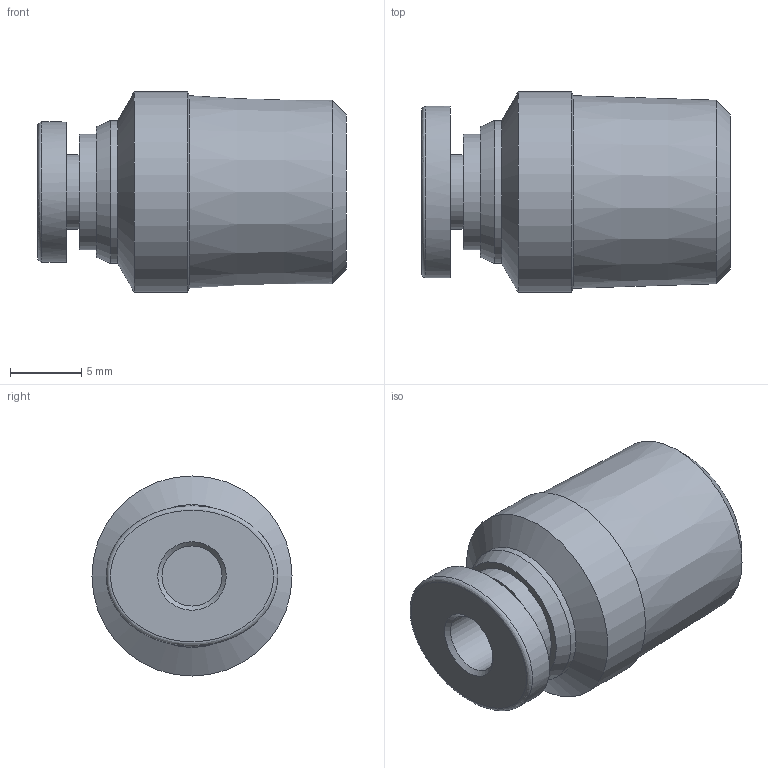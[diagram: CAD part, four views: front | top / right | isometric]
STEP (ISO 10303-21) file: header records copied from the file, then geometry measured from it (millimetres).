
FILE_DESCRIPTION((''),'2;1');
FILE_NAME('POC 5_32-N02U.stp','2016-10-17T14:22:36',('Administrator'),(''),'Autodesk Inventor 2013','Autodesk Inventor 2013','');
FILE_SCHEMA(('CONFIG_CONTROL_DESIGN'));
Length unit declared in the file: millimetre
Products named in the file (3): POC 5_32-N02U; NOC 5_32-NPT1_4 BODY; SLEEVE N5_32C
Assembly tree (2 placements, depth 2):
  POC 5_32-N02U
    NOC 5_32-NPT1_4 BODY
    SLEEVE N5_32C
Bounding box: 21.6 x 14 x 14 mm (x, y, z)
Volume: 2334 mm3; surface area: 1465.9 mm2
Topology: 2 solids, 2 shells, 21 faces, 34 edges, 20 vertices
Faces by surface type: plane 7, cone 6, cylinder 6, bspline 2
Full cylindrical faces by diameter (mm): 4.2 x2, 5.2 x1, 8.1 x1, 10 x1, 14 x1
Entity records: 626 total; most frequent: CARTESIAN_POINT 200, DIRECTION 86, AXIS2_PLACEMENT_3D 43, ORIENTED_EDGE 42, EDGE_LOOP 39, EDGE_CURVE 21, FACE_OUTER_BOUND 21, ADVANCED_FACE 21
